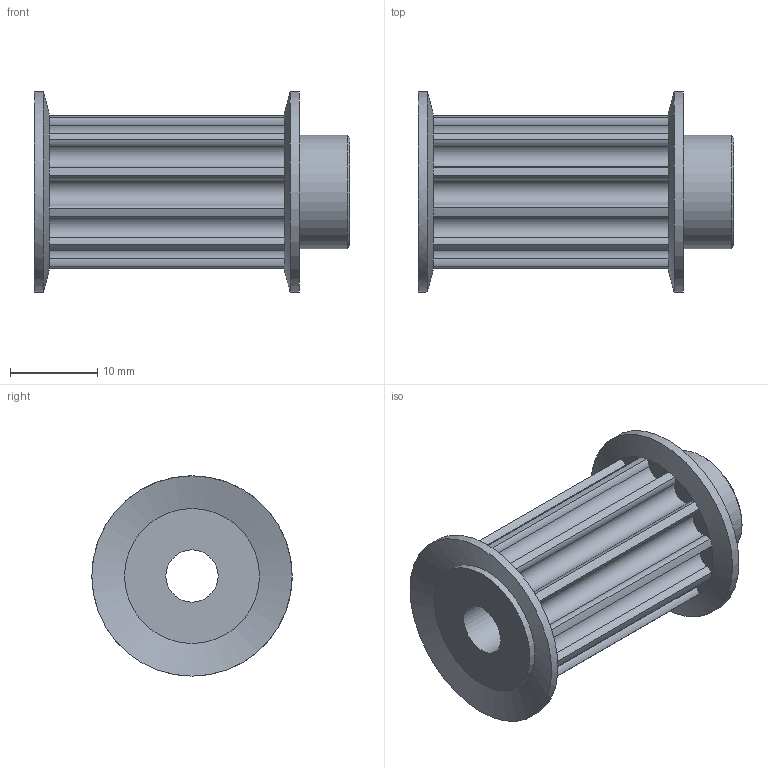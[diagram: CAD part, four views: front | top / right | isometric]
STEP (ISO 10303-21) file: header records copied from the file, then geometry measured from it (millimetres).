
FILE_DESCRIPTION(/* description */ ('STEP AP214'),/* implementation_level */ '2;1');
FILE_NAME(/* name */ '22004-052512',/* time_stamp */ '2023-05-02T13:41:45+02:00',/* author */ ('License CC BY-ND 4.0'),/* organization */ ('CADENAS'),/* preprocessor_version */ 'ST-DEVELOPER v19.3',/* originating_system */ 'PARTsolutions',/* authorisation */ ' ');
FILE_SCHEMA (('AUTOMOTIVE_DESIGN {1 0 10303 214 3 1 1}'));
Length unit declared in the file: millimetre
Products named in the file (1): 22004-052512
Bounding box: 36.21 x 23 x 23 mm (x, y, z)
Volume: 5927.6 mm3; surface area: 4568.2 mm2
Topology: 1 solids, 1 shells, 86 faces, 194 edges, 111 vertices
Faces by surface type: cylinder 54, plane 27, cone 5
Full cylindrical faces by diameter (mm): 6 x1, 13 x1, 15.5 x2, 23 x2
Entity records: 2372 total; most frequent: DIRECTION 488, CARTESIAN_POINT 377, ORIENTED_EDGE 362, AXIS2_PLACEMENT_3D 220, EDGE_CURVE 181, CIRCLE 133, VERTEX_POINT 109, EDGE_LOOP 100
